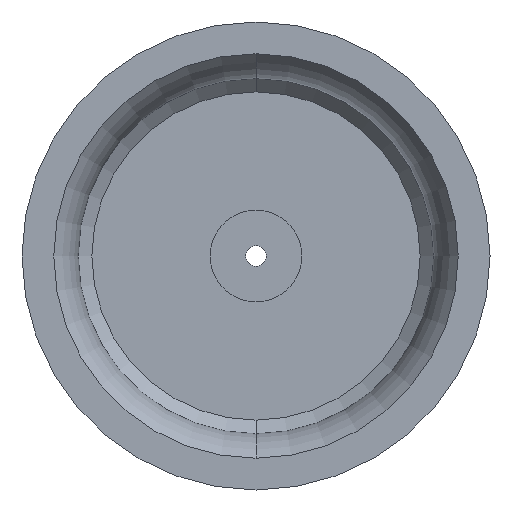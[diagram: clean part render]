
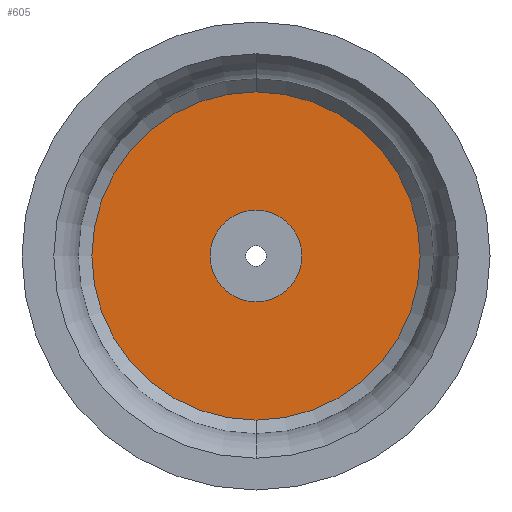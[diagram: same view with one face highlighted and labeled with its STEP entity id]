
A CAD part, front view. The second image highlights one B-rep face of the part: STEP entity #605.
In plain terms, the highlighted planar face has unit normal (0, -1, 0).
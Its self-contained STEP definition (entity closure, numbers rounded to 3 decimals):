
#23 = EDGE_CURVE ( 'NONE', #730, #869, #513, .T. ) ;
#37 = CARTESIAN_POINT ( 'NONE',  ( 0., 0.712, 0. ) ) ;
#102 = DIRECTION ( 'NONE',  ( 0., 0., 1. ) ) ;
#112 = AXIS2_PLACEMENT_3D ( 'NONE', #959, #644, #492 ) ;
#120 = VERTEX_POINT ( 'NONE', #924 ) ;
#123 = DIRECTION ( 'NONE',  ( 0., 0., -1. ) ) ;
#141 = CARTESIAN_POINT ( 'NONE',  ( 0., 0.712, 0. ) ) ;
#169 = CARTESIAN_POINT ( 'NONE',  ( 0., 0.712, 3.875 ) ) ;
#181 = PLANE ( 'NONE',  #395 ) ;
#198 = AXIS2_PLACEMENT_3D ( 'NONE', #37, #739, #123 ) ;
#218 = EDGE_CURVE ( 'NONE', #120, #493, #274, .T. ) ;
#261 = CIRCLE ( 'NONE', #445, 13.85 ) ;
#274 = CIRCLE ( 'NONE', #112, 13.85 ) ;
#295 = DIRECTION ( 'NONE',  ( 0., 0., -1. ) ) ;
#301 = DIRECTION ( 'NONE',  ( 0., 0., -1. ) ) ;
#331 = FACE_OUTER_BOUND ( 'NONE', #848, .T. ) ;
#388 = CARTESIAN_POINT ( 'NONE',  ( 0., 0.712, -13.85 ) ) ;
#395 = AXIS2_PLACEMENT_3D ( 'NONE', #720, #503, #102 ) ;
#411 = EDGE_CURVE ( 'NONE', #869, #730, #741, .T. ) ;
#445 = AXIS2_PLACEMENT_3D ( 'NONE', #704, #620, #295 ) ;
#468 = ORIENTED_EDGE ( 'NONE', *, *, #568, .T. ) ;
#484 = EDGE_LOOP ( 'NONE', ( #575, #902 ) ) ;
#492 = DIRECTION ( 'NONE',  ( 0., 0., -1. ) ) ;
#493 = VERTEX_POINT ( 'NONE', #388 ) ;
#503 = DIRECTION ( 'NONE',  ( 0., 1., 0. ) ) ;
#513 = CIRCLE ( 'NONE', #755, 3.875 ) ;
#568 = EDGE_CURVE ( 'NONE', #493, #120, #261, .T. ) ;
#575 = ORIENTED_EDGE ( 'NONE', *, *, #411, .F. ) ;
#605 = ADVANCED_FACE ( 'NONE', ( #642, #331 ), #181, .F. ) ;
#620 = DIRECTION ( 'NONE',  ( 0., -1., 0. ) ) ;
#642 = FACE_BOUND ( 'NONE', #484, .T. ) ;
#644 = DIRECTION ( 'NONE',  ( 0., -1., 0. ) ) ;
#687 = DIRECTION ( 'NONE',  ( 0., -1., 0. ) ) ;
#704 = CARTESIAN_POINT ( 'NONE',  ( 0., 0.712, 0. ) ) ;
#720 = CARTESIAN_POINT ( 'NONE',  ( 0., 0.712, 0. ) ) ;
#730 = VERTEX_POINT ( 'NONE', #169 ) ;
#739 = DIRECTION ( 'NONE',  ( 0., -1., 0. ) ) ;
#741 = CIRCLE ( 'NONE', #198, 3.875 ) ;
#755 = AXIS2_PLACEMENT_3D ( 'NONE', #141, #687, #301 ) ;
#848 = EDGE_LOOP ( 'NONE', ( #468, #922 ) ) ;
#869 = VERTEX_POINT ( 'NONE', #967 ) ;
#902 = ORIENTED_EDGE ( 'NONE', *, *, #23, .F. ) ;
#922 = ORIENTED_EDGE ( 'NONE', *, *, #218, .T. ) ;
#924 = CARTESIAN_POINT ( 'NONE',  ( 0., 0.712, 13.85 ) ) ;
#959 = CARTESIAN_POINT ( 'NONE',  ( 0., 0.712, 0. ) ) ;
#967 = CARTESIAN_POINT ( 'NONE',  ( 0., 0.712, -3.875 ) ) ;
